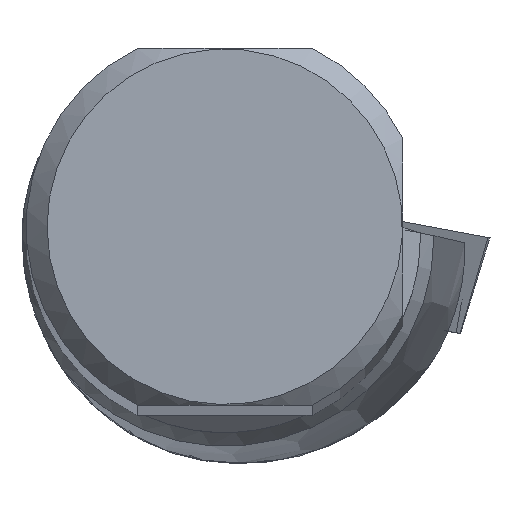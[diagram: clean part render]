
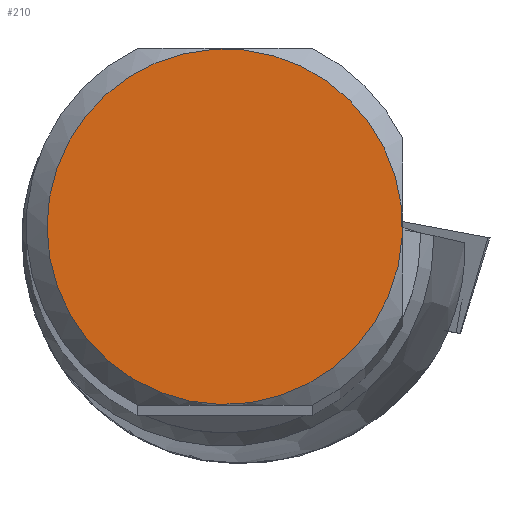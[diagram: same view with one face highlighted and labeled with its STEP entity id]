
A CAD part, top view. The second image highlights one B-rep face of the part: STEP entity #210.
In plain terms, the highlighted planar face has unit normal (0, 0, 1).
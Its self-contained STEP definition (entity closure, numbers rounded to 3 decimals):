
#171=FACE_OUTER_BOUND('',#386,.T.);
#210=ADVANCED_FACE('',(#171),#240,.T.);
#240=PLANE('',#949);
#386=EDGE_LOOP('',(#519));
#519=ORIENTED_EDGE('',*,*,#767,.F.);
#680=VERTEX_POINT('',#1452);
#767=EDGE_CURVE('',#680,#680,#823,.T.);
#823=CIRCLE('',#948,4.256);
#948=AXIS2_PLACEMENT_3D('',#1451,#1124,#1125);
#949=AXIS2_PLACEMENT_3D('',#1453,#1126,#1127);
#1124=DIRECTION('',(0.,0.,-1.));
#1125=DIRECTION('',(-1.,0.,0.));
#1126=DIRECTION('',(0.,0.,1.));
#1127=DIRECTION('',(-1.,0.,0.));
#1451=CARTESIAN_POINT('',(0.,0.,0.));
#1452=CARTESIAN_POINT('',(-4.256,0.,0.));
#1453=CARTESIAN_POINT('',(0.,0.,
0.));
